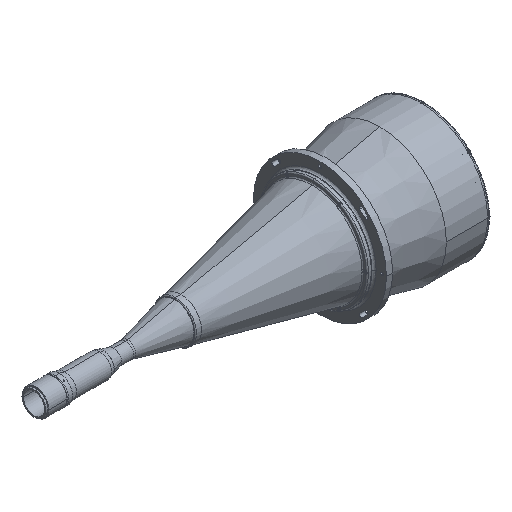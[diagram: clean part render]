
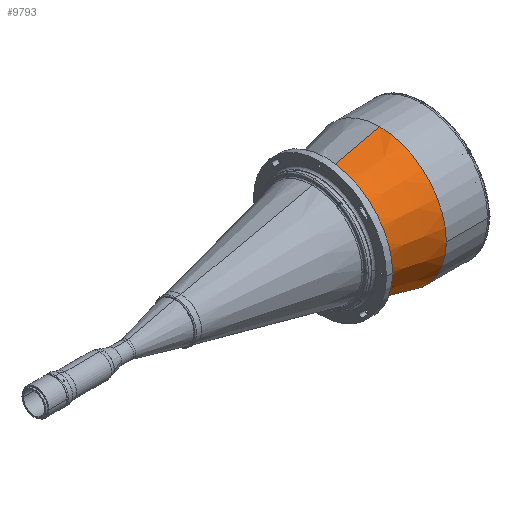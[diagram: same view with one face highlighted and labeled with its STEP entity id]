
A CAD part, isometric view. The second image highlights one B-rep face of the part: STEP entity #9793.
In plain terms, the highlighted conical face has half-angle 13 degrees and reference radius 161 mm.
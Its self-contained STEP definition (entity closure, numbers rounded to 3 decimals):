
#167 = EDGE_CURVE ( 'NONE', #9471, #11359, #9550, .T. ) ;
#614 = VECTOR ( 'NONE', #1582, 1000. ) ;
#799 = CARTESIAN_POINT ( 'NONE',  ( 695.474, 0., 161. ) ) ;
#1006 = DIRECTION ( 'NONE',  ( 0., 1., 0. ) ) ;
#1080 = CIRCLE ( 'NONE', #3268, 132.4 ) ;
#1386 = AXIS2_PLACEMENT_3D ( 'NONE', #10357, #6874, #12181 ) ;
#1508 = CARTESIAN_POINT ( 'NONE',  ( 571.596, 0., 0. ) ) ;
#1582 = DIRECTION ( 'NONE',  ( 0.974, 0., -0.225 ) ) ;
#1589 = CIRCLE ( 'NONE', #9007, 161. ) ;
#1864 = CARTESIAN_POINT ( 'NONE',  ( 695.474, 0., -161. ) ) ;
#2116 = FACE_OUTER_BOUND ( 'NONE', #12940, .T. ) ;
#2129 = CONICAL_SURFACE ( 'NONE', #1386, 161., 0.227 ) ;
#2140 = CARTESIAN_POINT ( 'NONE',  ( 571.596, 0., 0. ) ) ;
#2249 = VERTEX_POINT ( 'NONE', #10577 ) ;
#2884 = CARTESIAN_POINT ( 'NONE',  ( 695.474, 0., 161. ) ) ;
#2955 = VERTEX_POINT ( 'NONE', #4186 ) ;
#3268 = AXIS2_PLACEMENT_3D ( 'NONE', #1508, #8104, #8360 ) ;
#3531 = CARTESIAN_POINT ( 'NONE',  ( 571.596, 0., -132.4 ) ) ;
#3880 = EDGE_CURVE ( 'NONE', #11359, #2249, #1589, .T. ) ;
#4051 = CARTESIAN_POINT ( 'NONE',  ( 571.596, 0., 132.4 ) ) ;
#4186 = CARTESIAN_POINT ( 'NONE',  ( 571.596, -132.4, 0. ) ) ;
#4383 = VECTOR ( 'NONE', #6980, 1000. ) ;
#4733 = AXIS2_PLACEMENT_3D ( 'NONE', #5654, #5635, #5608 ) ;
#4765 = EDGE_CURVE ( 'NONE', #6561, #2955, #5113, .T. ) ;
#4824 = ORIENTED_EDGE ( 'NONE', *, *, #10852, .F. ) ;
#5113 = CIRCLE ( 'NONE', #7747, 132.4 ) ;
#5146 = ORIENTED_EDGE ( 'NONE', *, *, #7335, .T. ) ;
#5608 = DIRECTION ( 'NONE',  ( 0., 1., 0. ) ) ;
#5635 = DIRECTION ( 'NONE',  ( -1., 0., 0. ) ) ;
#5654 = CARTESIAN_POINT ( 'NONE',  ( 695.474, 0., 0. ) ) ;
#5830 = ORIENTED_EDGE ( 'NONE', *, *, #3880, .T. ) ;
#5939 = DIRECTION ( 'NONE',  ( 0., 1., 0. ) ) ;
#5942 = DIRECTION ( 'NONE',  ( -1., 0., 0. ) ) ;
#5956 = CARTESIAN_POINT ( 'NONE',  ( 695.474, 0., 0. ) ) ;
#5959 = CIRCLE ( 'NONE', #4733, 161. ) ;
#5986 = ORIENTED_EDGE ( 'NONE', *, *, #167, .T. ) ;
#6491 = ORIENTED_EDGE ( 'NONE', *, *, #8304, .T. ) ;
#6561 = VERTEX_POINT ( 'NONE', #4051 ) ;
#6657 = ORIENTED_EDGE ( 'NONE', *, *, #4765, .T. ) ;
#6874 = DIRECTION ( 'NONE',  ( 1., 0., 0. ) ) ;
#6980 = DIRECTION ( 'NONE',  ( 0.974, 0., 0.225 ) ) ;
#7335 = EDGE_CURVE ( 'NONE', #2249, #11121, #5959, .T. ) ;
#7559 = LINE ( 'NONE', #2884, #4383 ) ;
#7613 = CARTESIAN_POINT ( 'NONE',  ( 695.474, 0., -161. ) ) ;
#7747 = AXIS2_PLACEMENT_3D ( 'NONE', #2140, #8680, #1006 ) ;
#8104 = DIRECTION ( 'NONE',  ( 1., 0., 0. ) ) ;
#8304 = EDGE_CURVE ( 'NONE', #2955, #9471, #1080, .T. ) ;
#8360 = DIRECTION ( 'NONE',  ( 0., 1., 0. ) ) ;
#8680 = DIRECTION ( 'NONE',  ( 1., 0., 0. ) ) ;
#9007 = AXIS2_PLACEMENT_3D ( 'NONE', #5956, #5942, #5939 ) ;
#9471 = VERTEX_POINT ( 'NONE', #3531 ) ;
#9550 = LINE ( 'NONE', #1864, #614 ) ;
#9793 = ADVANCED_FACE ( 'NONE', ( #2116 ), #2129, .T. ) ;
#10357 = CARTESIAN_POINT ( 'NONE',  ( 695.474, 0., 0. ) ) ;
#10577 = CARTESIAN_POINT ( 'NONE',  ( 695.474, -161., 0. ) ) ;
#10852 = EDGE_CURVE ( 'NONE', #6561, #11121, #7559, .T. ) ;
#11121 = VERTEX_POINT ( 'NONE', #799 ) ;
#11359 = VERTEX_POINT ( 'NONE', #7613 ) ;
#12181 = DIRECTION ( 'NONE',  ( 0., 0., 1. ) ) ;
#12940 = EDGE_LOOP ( 'NONE', ( #6657, #6491, #5986, #5830, #5146, #4824 ) ) ;
